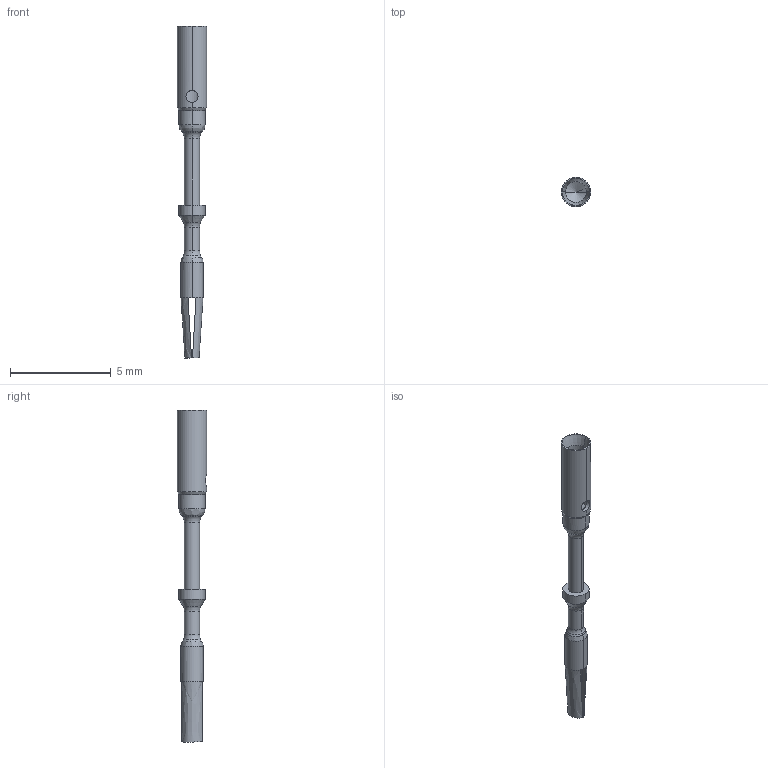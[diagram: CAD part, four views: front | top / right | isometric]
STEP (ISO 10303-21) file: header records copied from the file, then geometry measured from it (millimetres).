
FILE_DESCRIPTION(('CATIA V5 STEP Exchange','CAx-IF Rec.Pracs.--- Model Styling and Organization---1.4--- 2014-01-23'),'2;1');
FILE_NAME ('322969-2_1', '2019-07-22T13:57:47+00:00', ('none'), ('Weidmueller'), 'CATIA Version 5-6 Release 2016 SP3 HF44', 'CATIA V5 STEP AP214', 'none');
FILE_SCHEMA(('AUTOMOTIVE_DESIGN { 1 0 10303 214 1 1 1 1 }'));
Length unit declared in the file: millimetre
Products named in the file (1): 2565990000
Bounding box: 1.45 x 1.45 x 16.5 mm (x, y, z)
Volume: 10.4 mm3; surface area: 80.9 mm2
Topology: 1 solids, 1 shells, 59 faces, 137 edges, 77 vertices
Faces by surface type: cylinder 18, cone 14, bspline 13, plane 8, torus 6
Entity records: 1900 total; most frequent: CARTESIAN_POINT 755, ORIENTED_EDGE 266, DIRECTION 172, EDGE_CURVE 133, AXIS2_PLACEMENT_3D 90, VERTEX_POINT 77, EDGE_LOOP 62, ADVANCED_FACE 59
